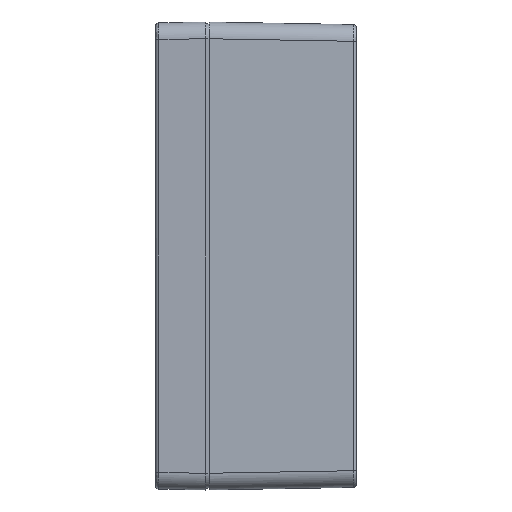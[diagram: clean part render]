
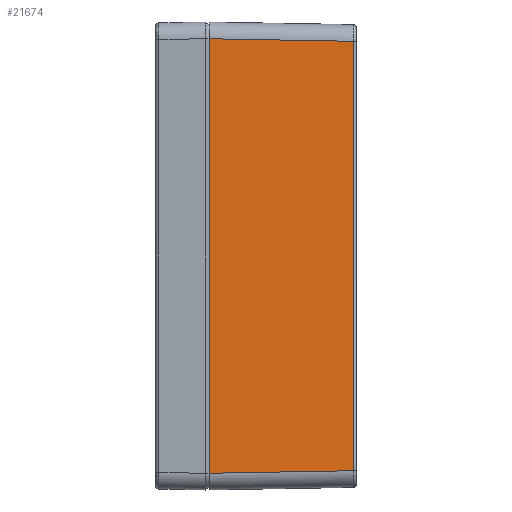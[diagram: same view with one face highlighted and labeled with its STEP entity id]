
A CAD part, left-side view. The second image highlights one B-rep face of the part: STEP entity #21674.
In plain terms, the highlighted planar face has unit normal (-1, -0.018, 0).
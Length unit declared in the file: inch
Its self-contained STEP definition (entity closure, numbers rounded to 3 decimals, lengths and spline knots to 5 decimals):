
#1834 = LINE ( 'NONE', #71024, #59368 ) ;
#3236 = EDGE_CURVE ( 'NONE', #63776, #15929, #22243, .T. ) ;
#3437 = ORIENTED_EDGE ( 'NONE', *, *, #3236, .F. ) ;
#3475 = PLANE ( 'NONE',  #61908 ) ;
#4137 = DIRECTION ( 'NONE',  ( 0., 0., -1. ) ) ;
#5578 = VERTEX_POINT ( 'NONE', #28278 ) ;
#6245 = EDGE_CURVE ( 'NONE', #17719, #5578, #1834, .T. ) ;
#6886 = ORIENTED_EDGE ( 'NONE', *, *, #31224, .T. ) ;
#10754 = CARTESIAN_POINT ( 'NONE',  ( -2.75522, -0.03937, -2.75591 ) ) ;
#13369 = EDGE_CURVE ( 'NONE', #17719, #63776, #43426, .T. ) ;
#14335 = CARTESIAN_POINT ( 'NONE',  ( -2.75522, -0.03937, -2.5584 ) ) ;
#14712 = CARTESIAN_POINT ( 'NONE',  ( -2.72559, -1.73691, -1.37795 ) ) ;
#15929 = VERTEX_POINT ( 'NONE', #14335 ) ;
#17719 = VERTEX_POINT ( 'NONE', #34558 ) ;
#19721 = ORIENTED_EDGE ( 'NONE', *, *, #6245, .T. ) ;
#21674 = ADVANCED_FACE ( 'NONE', ( #37109 ), #3475, .T. ) ;
#22112 = DIRECTION ( 'NONE',  ( 0., 0., -1. ) ) ;
#22243 = LINE ( 'NONE', #45273, #40081 ) ;
#28278 = CARTESIAN_POINT ( 'NONE',  ( -2.75522, -0.03937, 2.5584 ) ) ;
#31224 = EDGE_CURVE ( 'NONE', #5578, #15929, #68615, .T. ) ;
#34558 = CARTESIAN_POINT ( 'NONE',  ( -2.72559, -1.73691, 2.52877 ) ) ;
#37109 = FACE_OUTER_BOUND ( 'NONE', #48249, .T. ) ;
#37784 = VECTOR ( 'NONE', #22112, 39.37008 ) ;
#40081 = VECTOR ( 'NONE', #46735, 39.37008 ) ;
#43426 = LINE ( 'NONE', #14712, #44384 ) ;
#44384 = VECTOR ( 'NONE', #4137, 39.37008 ) ;
#45273 = CARTESIAN_POINT ( 'NONE',  ( -2.75513, -0.04464, -2.55831 ) ) ;
#46735 = DIRECTION ( 'NONE',  ( -0.017, 1., -0.017 ) ) ;
#47201 = CARTESIAN_POINT ( 'NONE',  ( -2.72559, -1.73691, -2.52877 ) ) ;
#48249 = EDGE_LOOP ( 'NONE', ( #6886, #3437, #61370, #19721 ) ) ;
#54883 = DIRECTION ( 'NONE',  ( 0.017, -1., 0. ) ) ;
#59368 = VECTOR ( 'NONE', #64601, 39.37008 ) ;
#61370 = ORIENTED_EDGE ( 'NONE', *, *, #13369, .F. ) ;
#61908 = AXIS2_PLACEMENT_3D ( 'NONE', #71537, #65852, #54883 ) ;
#63776 = VERTEX_POINT ( 'NONE', #47201 ) ;
#64601 = DIRECTION ( 'NONE',  ( -0.017, 1., 0.017 ) ) ;
#65852 = DIRECTION ( 'NONE',  ( -1., -0.017, 0. ) ) ;
#68615 = LINE ( 'NONE', #10754, #37784 ) ;
#71024 = CARTESIAN_POINT ( 'NONE',  ( -2.72559, -1.73691, 2.52877 ) ) ;
#71537 = CARTESIAN_POINT ( 'NONE',  ( -2.75591, 0., -2.75591 ) ) ;
